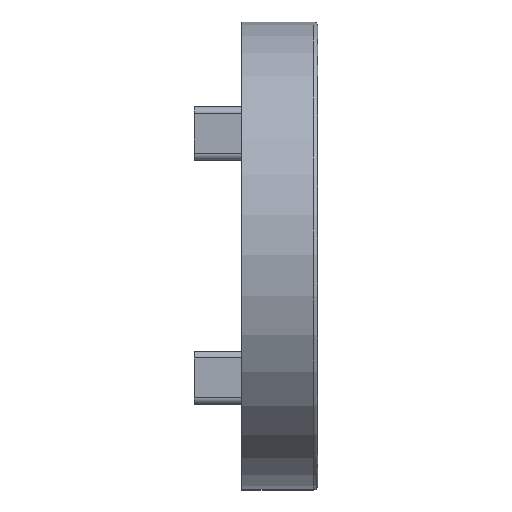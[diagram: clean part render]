
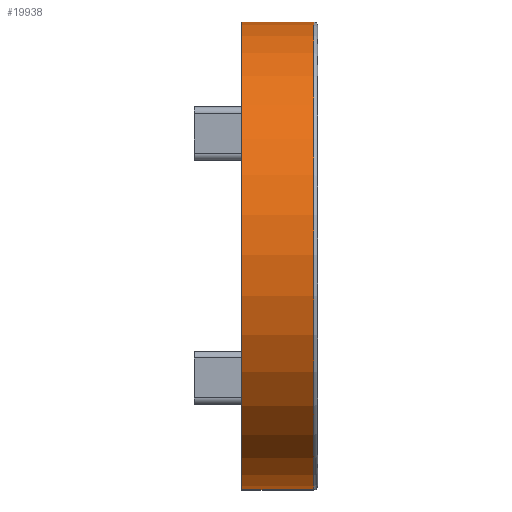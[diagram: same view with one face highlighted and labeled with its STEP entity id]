
A CAD part, top view. The second image highlights one B-rep face of the part: STEP entity #19938.
In plain terms, the highlighted cylindrical face has radius 17.25 mm (diameter 34.5 mm), a partial arc.
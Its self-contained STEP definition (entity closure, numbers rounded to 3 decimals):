
#1539 = ORIENTED_EDGE ( 'NONE', *, *, #2852, .T. ) ;
#1741 = DIRECTION ( 'NONE',  ( 0., 0., -1. ) ) ;
#1964 = CARTESIAN_POINT ( 'NONE',  ( 0., -17.25, 20.25 ) ) ;
#2396 = CARTESIAN_POINT ( 'NONE',  ( 5.6, 17.25, 20.25 ) ) ;
#2560 = ORIENTED_EDGE ( 'NONE', *, *, #8573, .F. ) ;
#2852 = EDGE_CURVE ( 'NONE', #21542, #20485, #18146, .T. ) ;
#3474 = EDGE_LOOP ( 'NONE', ( #2560, #9365, #1539, #3896 ) ) ;
#3896 = ORIENTED_EDGE ( 'NONE', *, *, #6313, .T. ) ;
#4702 = CARTESIAN_POINT ( 'NONE',  ( 5.6, 0., 20.25 ) ) ;
#4742 = CARTESIAN_POINT ( 'NONE',  ( 5.3, 17.25, 20.25 ) ) ;
#4895 = EDGE_CURVE ( 'NONE', #11538, #21542, #11354, .T. ) ;
#4897 = CARTESIAN_POINT ( 'NONE',  ( 0., 17.25, 20.25 ) ) ;
#6313 = EDGE_CURVE ( 'NONE', #20485, #10186, #15914, .T. ) ;
#7811 = CARTESIAN_POINT ( 'NONE',  ( 5.3, -17.25, 20.25 ) ) ;
#8573 = EDGE_CURVE ( 'NONE', #11538, #10186, #22109, .T. ) ;
#8604 = CARTESIAN_POINT ( 'NONE',  ( 0., 0., 20.25 ) ) ;
#8910 = DIRECTION ( 'NONE',  ( -1., 0., 0. ) ) ;
#8954 = VECTOR ( 'NONE', #21297, 1000. ) ;
#9365 = ORIENTED_EDGE ( 'NONE', *, *, #4895, .T. ) ;
#10186 = VERTEX_POINT ( 'NONE', #1964 ) ;
#11354 = CIRCLE ( 'NONE', #15478, 17.25 ) ;
#11538 = VERTEX_POINT ( 'NONE', #7811 ) ;
#11851 = DIRECTION ( 'NONE',  ( 1., 0., 0. ) ) ;
#13024 = AXIS2_PLACEMENT_3D ( 'NONE', #8604, #11851, #1741 ) ;
#13810 = CARTESIAN_POINT ( 'NONE',  ( 5.3, 0., 20.25 ) ) ;
#15303 = CYLINDRICAL_SURFACE ( 'NONE', #19126, 17.25 ) ;
#15478 = AXIS2_PLACEMENT_3D ( 'NONE', #13810, #8910, #21019 ) ;
#15914 = CIRCLE ( 'NONE', #13024, 17.25 ) ;
#16971 = CARTESIAN_POINT ( 'NONE',  ( 5.6, -17.25, 20.25 ) ) ;
#17767 = FACE_OUTER_BOUND ( 'NONE', #3474, .T. ) ;
#18146 = LINE ( 'NONE', #2396, #8954 ) ;
#18298 = VECTOR ( 'NONE', #21980, 1000. ) ;
#18901 = DIRECTION ( 'NONE',  ( 0., 0., 1. ) ) ;
#19126 = AXIS2_PLACEMENT_3D ( 'NONE', #4702, #19984, #18901 ) ;
#19938 = ADVANCED_FACE ( 'NONE', ( #17767 ), #15303, .T. ) ;
#19984 = DIRECTION ( 'NONE',  ( -1., 0., 0. ) ) ;
#20485 = VERTEX_POINT ( 'NONE', #4897 ) ;
#21019 = DIRECTION ( 'NONE',  ( 0., 0., -1. ) ) ;
#21297 = DIRECTION ( 'NONE',  ( -1., 0., 0. ) ) ;
#21542 = VERTEX_POINT ( 'NONE', #4742 ) ;
#21980 = DIRECTION ( 'NONE',  ( -1., 0., 0. ) ) ;
#22109 = LINE ( 'NONE', #16971, #18298 ) ;
